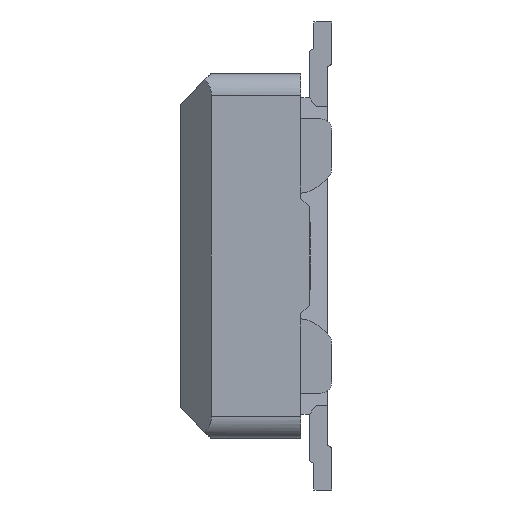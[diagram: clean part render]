
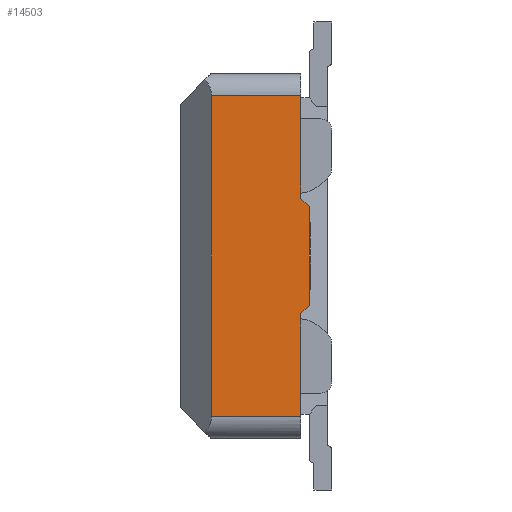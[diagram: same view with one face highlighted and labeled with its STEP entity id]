
A CAD part, left-side view. The second image highlights one B-rep face of the part: STEP entity #14503.
In plain terms, the highlighted planar face has unit normal (-1, 0, 0).
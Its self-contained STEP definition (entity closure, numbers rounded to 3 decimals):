
#803=DIRECTION('',(0.,0.,1.));
#804=VECTOR('',#803,0.46);
#805=CARTESIAN_POINT('',(-4.735,0.12,0.26));
#806=LINE('',#805,#804);
#841=DIRECTION('',(0.,0.,1.));
#842=VECTOR('',#841,0.46);
#843=CARTESIAN_POINT('',(-4.735,0.12,-0.72));
#844=LINE('',#843,#842);
#4909=DIRECTION('',(0.,0.,1.));
#4910=VECTOR('',#4909,1.44);
#4911=CARTESIAN_POINT('',(-4.735,0.52,-0.72));
#4912=LINE('',#4911,#4910);
#4913=DIRECTION('',(0.,-1.,0.));
#4914=VECTOR('',#4913,0.4);
#4915=CARTESIAN_POINT('',(-4.735,0.52,0.72));
#4916=LINE('',#4915,#4914);
#4917=DIRECTION('',(0.,0.707,0.707));
#4918=VECTOR('',#4917,0.057);
#4919=CARTESIAN_POINT('',(-4.735,0.08,0.22));
#4920=LINE('',#4919,#4918);
#4921=DIRECTION('',(0.,-0.707,0.707));
#4922=VECTOR('',#4921,0.057);
#4923=CARTESIAN_POINT('',(-4.735,0.12,-0.26));
#4924=LINE('',#4923,#4922);
#4925=DIRECTION('',(0.,-1.,0.));
#4926=VECTOR('',#4925,0.4);
#4927=CARTESIAN_POINT('',(-4.735,0.52,-0.72));
#4928=LINE('',#4927,#4926);
#4943=CARTESIAN_POINT('',(-4.735,0.52,0.72));
#5515=DIRECTION('',(0.,0.,-1.));
#5516=VECTOR('',#5515,0.44);
#5517=CARTESIAN_POINT('',(-4.735,0.08,0.22));
#5518=LINE('',#5517,#5516);
#6178=CARTESIAN_POINT('',(-4.735,0.12,0.72));
#6180=VERTEX_POINT('',#6178);
#6181=CARTESIAN_POINT('',(-4.735,0.12,-0.72));
#6183=VERTEX_POINT('',#6181);
#6273=CARTESIAN_POINT('',(-4.735,0.08,0.22));
#6274=CARTESIAN_POINT('',(-4.735,0.08,-0.22));
#6275=VERTEX_POINT('',#6273);
#6276=VERTEX_POINT('',#6274);
#6297=CARTESIAN_POINT('',(-4.735,0.12,-0.26));
#6298=VERTEX_POINT('',#6297);
#6299=CARTESIAN_POINT('',(-4.735,0.12,0.26));
#6300=VERTEX_POINT('',#6299);
#6316=VERTEX_POINT('',#4943);
#6317=CARTESIAN_POINT('',(-4.735,0.52,-0.72));
#6318=VERTEX_POINT('',#6317);
#14483=CARTESIAN_POINT('',(-4.735,0.,-0.82));
#14484=DIRECTION('',(-1.,0.,0.));
#14485=DIRECTION('',(0.,0.,1.));
#14486=AXIS2_PLACEMENT_3D('',#14483,#14484,#14485);
#14487=PLANE('',#14486);
#14489=ORIENTED_EDGE('',*,*,#14488,.T.);
#14491=ORIENTED_EDGE('',*,*,#14490,.T.);
#14492=ORIENTED_EDGE('',*,*,#8791,.F.);
#14494=ORIENTED_EDGE('',*,*,#14493,.F.);
#14496=ORIENTED_EDGE('',*,*,#14495,.T.);
#14497=ORIENTED_EDGE('',*,*,#14475,.F.);
#14498=ORIENTED_EDGE('',*,*,#8833,.F.);
#14500=ORIENTED_EDGE('',*,*,#14499,.F.);
#14501=EDGE_LOOP('',(#14489,#14491,#14492,#14494,#14496,#14497,#14498,#14500));
#14502=FACE_OUTER_BOUND('',#14501,.F.);
#14503=ADVANCED_FACE('',(#14502),#14487,.T.);
#8791=EDGE_CURVE('',#6300,#6180,#806,.T.);
#8833=EDGE_CURVE('',#6183,#6298,#844,.T.);
#14475=EDGE_CURVE('',#6298,#6276,#4924,.T.);
#14488=EDGE_CURVE('',#6318,#6316,#4912,.T.);
#14490=EDGE_CURVE('',#6316,#6180,#4916,.T.);
#14493=EDGE_CURVE('',#6275,#6300,#4920,.T.);
#14495=EDGE_CURVE('',#6275,#6276,#5518,.T.);
#14499=EDGE_CURVE('',#6318,#6183,#4928,.T.);
